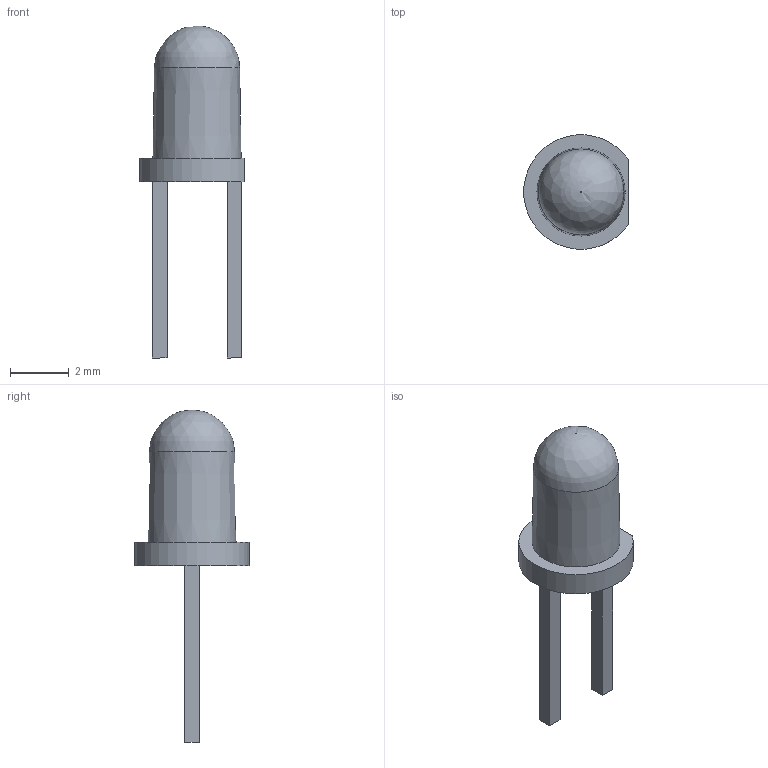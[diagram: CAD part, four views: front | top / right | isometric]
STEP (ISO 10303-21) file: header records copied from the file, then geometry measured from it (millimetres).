
FILE_DESCRIPTION(/* description */ (''),/* implementation_level */ '2;1');
FILE_NAME(/* name */ 'LED_3MM_R.step',/* time_stamp */ '2026-01-28T17:22:03+01:00',/* author */ (''),/* organization */ (''),/* preprocessor_version */ 'ST-DEVELOPER v20.1',/* originating_system */ 'Autodesk Translation Framework v14.21.0.0',/* authorisation */ '');
FILE_SCHEMA (('AUTOMOTIVE_DESIGN { 1 0 10303 214 3 1 1 }'));
Length unit declared in the file: millimetre
Products named in the file (3): LED_3MM_ALT; Äåòàëü1; Äåòàëü2
Assembly tree (3 placements, depth 2):
  LED_3MM_ALT
    Äåòàëü1
    Äåòàëü2  x2
Bounding box: 3.54 x 3.89 x 11.3 mm (x, y, z)
Volume: 39.5 mm3; surface area: 96 mm2
Topology: 3 solids, 3 shells, 29 faces, 59 edges, 39 vertices
Faces by surface type: plane 26, bspline 1, cone 1, cylinder 1
Entity records: 728 total; most frequent: CARTESIAN_POINT 133, DIRECTION 109, ORIENTED_EDGE 94, EDGE_CURVE 47, LINE 41, VECTOR 41, AXIS2_PLACEMENT_3D 34, VERTEX_POINT 31
